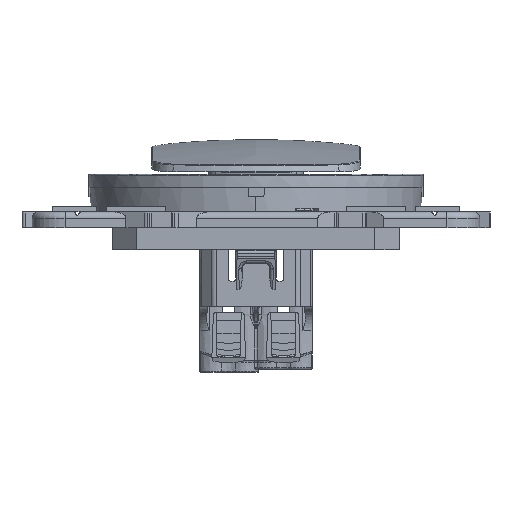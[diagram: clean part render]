
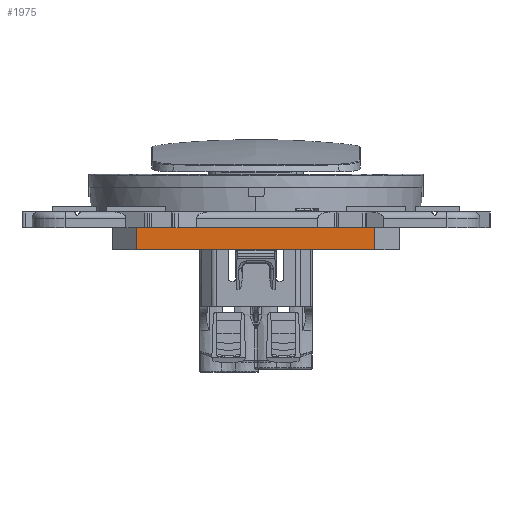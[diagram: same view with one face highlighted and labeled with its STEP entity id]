
A CAD part, left-side view. The second image highlights one B-rep face of the part: STEP entity #1975.
In plain terms, the highlighted planar face has unit normal (1, 0, 0).
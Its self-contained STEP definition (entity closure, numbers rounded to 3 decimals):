
#1955=AXIS2_PLACEMENT_3D('Plane Axis2P3D',#1952,#1953,#1954) ;
#1290=CARTESIAN_POINT('Vertex',(-22.75,-18.79,0.)) ;
#1293=CARTESIAN_POINT('Line Origine',(-22.75,0.099,0.)) ;
#1297=CARTESIAN_POINT('Vertex',(-22.75,18.988,0.)) ;
#1937=CARTESIAN_POINT('Vertex',(-22.75,-18.79,-3.5)) ;
#1940=CARTESIAN_POINT('Line Origine',(-22.75,-18.79,-1.75)) ;
#1952=CARTESIAN_POINT('Axis2P3D Location',(-22.75,-18.79,0.)) ;
#1957=CARTESIAN_POINT('Line Origine',(-22.75,0.099,-3.5)) ;
#1961=CARTESIAN_POINT('Vertex',(-22.75,18.988,-3.5)) ;
#1964=CARTESIAN_POINT('Line Origine',(-22.75,18.988,-1.75)) ;
#1294=DIRECTION('Vector Direction',(0.,1.,0.)) ;
#1941=DIRECTION('Vector Direction',(0.,0.,-1.)) ;
#1953=DIRECTION('Axis2P3D Direction',(-1.,0.,0.)) ;
#1954=DIRECTION('Axis2P3D XDirection',(0.,1.,0.)) ;
#1958=DIRECTION('Vector Direction',(0.,1.,0.)) ;
#1965=DIRECTION('Vector Direction',(0.,0.,-1.)) ;
#1295=VECTOR('Line Direction',#1294,1.) ;
#1942=VECTOR('Line Direction',#1941,1.) ;
#1959=VECTOR('Line Direction',#1958,1.) ;
#1966=VECTOR('Line Direction',#1965,1.) ;
#1970=ORIENTED_EDGE('',*,*,#1963,.T.) ;
#1971=ORIENTED_EDGE('',*,*,#1968,.F.) ;
#1972=ORIENTED_EDGE('',*,*,#1299,.T.) ;
#1973=ORIENTED_EDGE('',*,*,#1944,.T.) ;
#1975=ADVANCED_FACE('Assembler.1',(#1974),#1956,.F.) ;
#1299=EDGE_CURVE('',#1298,#1291,#1296,.F.) ;
#1944=EDGE_CURVE('',#1291,#1938,#1943,.T.) ;
#1963=EDGE_CURVE('',#1938,#1962,#1960,.T.) ;
#1968=EDGE_CURVE('',#1298,#1962,#1967,.T.) ;
#1969=EDGE_LOOP('',(#1970,#1971,#1972,#1973)) ;
#1974=FACE_OUTER_BOUND('',#1969,.T.) ;
#1296=LINE('Line',#1293,#1295) ;
#1943=LINE('Line',#1940,#1942) ;
#1960=LINE('Line',#1957,#1959) ;
#1967=LINE('Line',#1964,#1966) ;
#1956=PLANE('',#1955) ;
#1291=VERTEX_POINT('',#1290) ;
#1298=VERTEX_POINT('',#1297) ;
#1938=VERTEX_POINT('',#1937) ;
#1962=VERTEX_POINT('',#1961) ;
